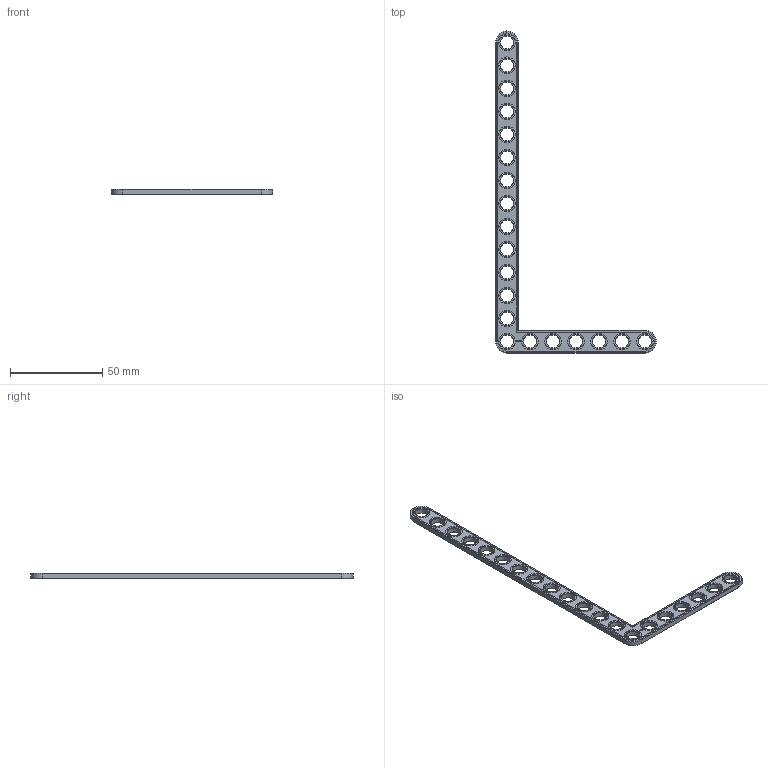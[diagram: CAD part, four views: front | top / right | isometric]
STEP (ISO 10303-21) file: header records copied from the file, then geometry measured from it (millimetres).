
FILE_DESCRIPTION(('FreeCAD Model'),'2;1');
FILE_NAME('Open CASCADE Shape Model','2022-02-09T14:37:45',( 'Paulo Kiefe'),('STEMFIE.org'),'Open CASCADE STEP processor 7.4', 'FreeCAD','Unknown');
FILE_SCHEMA(('AUTOMOTIVE_DESIGN { 1 0 10303 214 1 1 1 1 }'));
Length unit declared in the file: millimetre
Products named in the file (1): Brace_AGD_90_ASYM_ERR_BU07x14x01x00.25_-_SPN-BRC-1086_(stemfie.org)
Bounding box: 87.5 x 175 x 3.12 mm (x, y, z)
Volume: 6903.8 mm3; surface area: 7487.7 mm2
Topology: 1 solids, 1 shells, 655 faces, 1737 edges, 1140 vertices
Faces by surface type: plane 349, extrusion 214, cone 46, cylinder 46
Full cylindrical faces by diameter (mm): 7 x20, 9.2 x20
Entity records: 44480 total; most frequent: CARTESIAN_POINT 11107, DIRECTION 5337, VECTOR 4105, LINE 3891, ORIENTED_EDGE 3474, PCURVE 3474, DEFINITIONAL_REPRESENTATION 3474, EDGE_CURVE 1737
